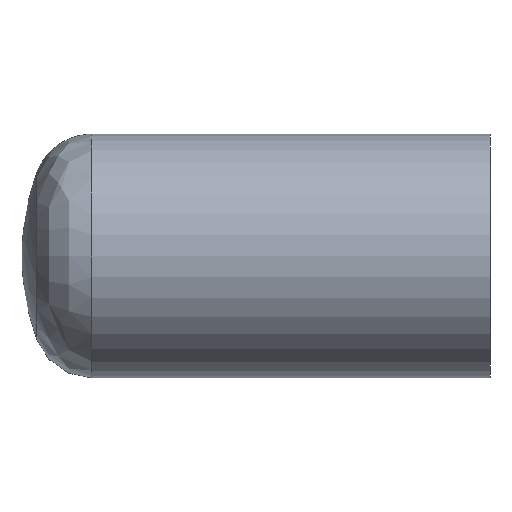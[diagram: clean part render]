
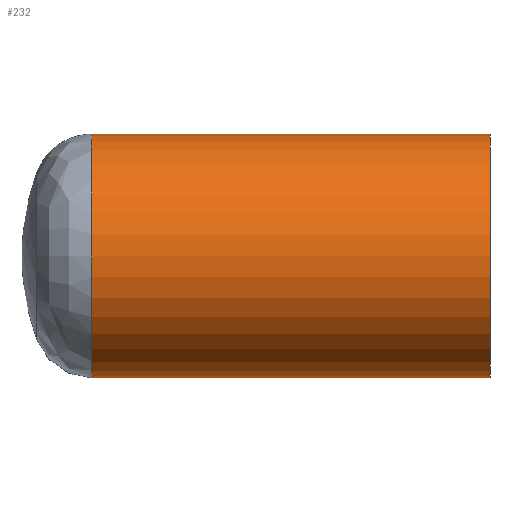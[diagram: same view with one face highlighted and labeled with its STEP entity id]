
A CAD part, front view. The second image highlights one B-rep face of the part: STEP entity #232.
In plain terms, the highlighted cylindrical face has radius 12.5 mm (diameter 25 mm), a full revolution.
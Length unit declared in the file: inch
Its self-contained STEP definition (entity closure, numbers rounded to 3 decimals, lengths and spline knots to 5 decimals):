
#1 = FACE_OUTER_BOUND ( 'NONE', #243, .T. ) ;
#11 = ORIENTED_EDGE ( 'NONE', *, *, #29, .T. ) ;
#16 = CIRCLE ( 'NONE', #213, 0.49213 ) ;
#21 = DIRECTION ( 'NONE',  ( 1., 0., 0. ) ) ;
#29 = EDGE_CURVE ( 'NONE', #297, #297, #70, .T. ) ;
#34 = DIRECTION ( 'NONE',  ( -1., 0., 0. ) ) ;
#42 = VERTEX_POINT ( 'NONE', #202 ) ;
#57 = CARTESIAN_POINT ( 'NONE',  ( 0., 0., 0. ) ) ;
#70 = CIRCLE ( 'NONE', #279, 0.49213 ) ;
#85 = CARTESIAN_POINT ( 'NONE',  ( -0.8042, 0., 0. ) ) ;
#96 = EDGE_CURVE ( 'NONE', #42, #42, #16, .T. ) ;
#109 = EDGE_LOOP ( 'NONE', ( #11 ) ) ;
#116 = DIRECTION ( 'NONE',  ( 0., 0., -1. ) ) ;
#123 = ORIENTED_EDGE ( 'NONE', *, *, #96, .T. ) ;
#131 = DIRECTION ( 'NONE',  ( 1., 0., 0. ) ) ;
#158 = DIRECTION ( 'NONE',  ( 0., 0., -1. ) ) ;
#176 = DIRECTION ( 'NONE',  ( 0., 0., -1. ) ) ;
#202 = CARTESIAN_POINT ( 'NONE',  ( -1.60841, 0., -0.49213 ) ) ;
#210 = CARTESIAN_POINT ( 'NONE',  ( -1.60841, 0., 0. ) ) ;
#213 = AXIS2_PLACEMENT_3D ( 'NONE', #210, #21, #116 ) ;
#215 = FACE_OUTER_BOUND ( 'NONE', #109, .T. ) ;
#232 = ADVANCED_FACE ( 'NONE', ( #215, #1 ), #306, .T. ) ;
#243 = EDGE_LOOP ( 'NONE', ( #123 ) ) ;
#279 = AXIS2_PLACEMENT_3D ( 'NONE', #57, #34, #176 ) ;
#295 = AXIS2_PLACEMENT_3D ( 'NONE', #85, #131, #158 ) ;
#297 = VERTEX_POINT ( 'NONE', #300 ) ;
#300 = CARTESIAN_POINT ( 'NONE',  ( 0., 0., -0.49213 ) ) ;
#306 = CYLINDRICAL_SURFACE ( 'NONE', #295, 0.49213 ) ;
